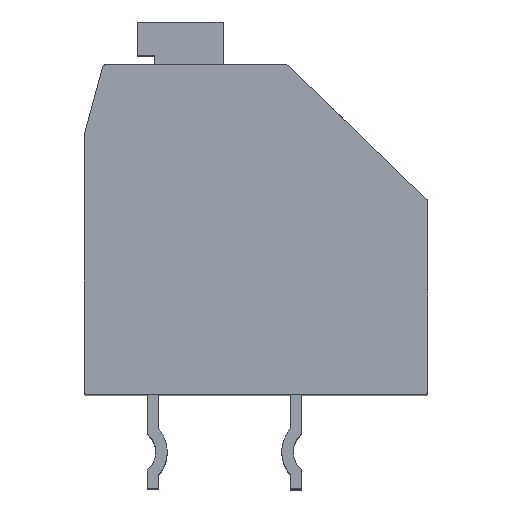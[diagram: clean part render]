
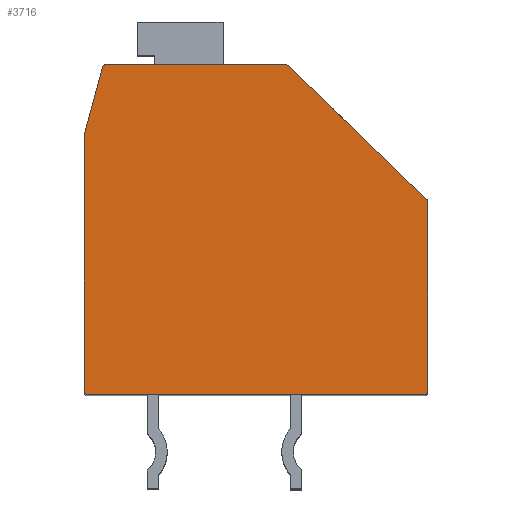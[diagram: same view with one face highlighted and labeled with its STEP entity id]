
A CAD part, top view. The second image highlights one B-rep face of the part: STEP entity #3716.
In plain terms, the highlighted planar face has unit normal (0, 0, 1).
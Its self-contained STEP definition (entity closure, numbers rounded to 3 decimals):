
#247=CARTESIAN_POINT('',(5.9,0.978,2.75));
#248=DIRECTION('',(0.,0.,1.));
#249=DIRECTION('',(1.,0.,0.));
#250=AXIS2_PLACEMENT_3D('',#247,#248,#249);
#252=DIRECTION('',(0.,1.,0.));
#253=VECTOR('',#252,6.628);
#254=CARTESIAN_POINT('',(6.,-5.65,2.75));
#255=LINE('',#254,#253);
#256=CARTESIAN_POINT('',(5.9,-5.65,2.75));
#257=DIRECTION('',(0.,0.,1.));
#258=DIRECTION('',(0.,-1.,0.));
#259=AXIS2_PLACEMENT_3D('',#256,#257,#258);
#261=DIRECTION('',(1.,0.,0.));
#262=VECTOR('',#261,11.8);
#263=CARTESIAN_POINT('',(-5.9,-5.75,2.75));
#264=LINE('',#263,#262);
#265=CARTESIAN_POINT('',(-5.9,-5.65,2.75));
#266=DIRECTION('',(0.,0.,1.));
#267=DIRECTION('',(-1.,0.,0.));
#268=AXIS2_PLACEMENT_3D('',#265,#266,#267);
#270=DIRECTION('',(0.,-1.,0.));
#271=VECTOR('',#270,8.937);
#272=CARTESIAN_POINT('',(-6.,3.287,2.75));
#273=LINE('',#272,#271);
#274=CARTESIAN_POINT('',(-5.9,3.287,2.75));
#275=DIRECTION('',(0.,0.,-1.));
#276=DIRECTION('',(-1.,0.,0.));
#277=AXIS2_PLACEMENT_3D('',#274,#275,#276);
#279=DIRECTION('',(-0.26,-0.966,0.));
#280=VECTOR('',#279,2.447);
#281=CARTESIAN_POINT('',(-5.36,5.676,2.75));
#282=LINE('',#281,#280);
#283=CARTESIAN_POINT('',(-5.263,5.65,2.75));
#284=DIRECTION('',(0.,0.,1.));
#285=DIRECTION('',(0.,1.,0.));
#286=AXIS2_PLACEMENT_3D('',#283,#284,#285);
#288=DIRECTION('',(-1.,0.,0.));
#289=VECTOR('',#288,6.323);
#290=CARTESIAN_POINT('',(1.06,5.75,2.75));
#291=LINE('',#290,#289);
#292=CARTESIAN_POINT('',(1.06,5.65,2.75));
#293=DIRECTION('',(0.,0.,1.));
#294=DIRECTION('',(0.695,0.719,0.));
#295=AXIS2_PLACEMENT_3D('',#292,#293,#294);
#297=DIRECTION('',(-0.719,0.695,0.));
#298=VECTOR('',#297,6.728);
#299=CARTESIAN_POINT('',(5.969,1.049,2.75));
#300=LINE('',#299,#298);
#2693=CARTESIAN_POINT('',(6.,0.978,2.75));
#2694=VERTEX_POINT('',#2693);
#2695=CARTESIAN_POINT('',(5.969,1.049,2.75));
#2696=VERTEX_POINT('',#2695);
#2701=CARTESIAN_POINT('',(5.9,-5.75,2.75));
#2702=VERTEX_POINT('',#2701);
#2703=CARTESIAN_POINT('',(6.,-5.65,2.75));
#2704=VERTEX_POINT('',#2703);
#2709=CARTESIAN_POINT('',(1.129,5.722,2.75));
#2710=CARTESIAN_POINT('',(1.06,5.75,2.75));
#2711=VERTEX_POINT('',#2709);
#2712=VERTEX_POINT('',#2710);
#2713=CARTESIAN_POINT('',(-5.263,5.75,2.75));
#2714=CARTESIAN_POINT('',(-5.36,5.676,2.75));
#2715=VERTEX_POINT('',#2713);
#2716=VERTEX_POINT('',#2714);
#2721=CARTESIAN_POINT('',(-6.,3.287,2.75));
#2723=VERTEX_POINT('',#2721);
#2727=CARTESIAN_POINT('',(-5.997,3.313,2.75));
#2728=VERTEX_POINT('',#2727);
#2733=CARTESIAN_POINT('',(-6.,-5.65,2.75));
#2734=VERTEX_POINT('',#2733);
#2735=CARTESIAN_POINT('',(-5.9,-5.75,2.75));
#2736=VERTEX_POINT('',#2735);
#3694=CARTESIAN_POINT('',(0.,0.,2.75));
#3695=DIRECTION('',(0.,0.,1.));
#3696=DIRECTION('',(1.,0.,0.));
#3697=AXIS2_PLACEMENT_3D('',#3694,#3695,#3696);
#3698=PLANE('',#3697);
#3699=ORIENTED_EDGE('',*,*,#3475,.F.);
#3700=ORIENTED_EDGE('',*,*,#3491,.F.);
#3701=ORIENTED_EDGE('',*,*,#3504,.F.);
#3702=ORIENTED_EDGE('',*,*,#3519,.F.);
#3703=ORIENTED_EDGE('',*,*,#3632,.F.);
#3704=ORIENTED_EDGE('',*,*,#3645,.F.);
#3705=ORIENTED_EDGE('',*,*,#3661,.T.);
#3706=ORIENTED_EDGE('',*,*,#3673,.F.);
#3707=ORIENTED_EDGE('',*,*,#3685,.F.);
#3709=ORIENTED_EDGE('',*,*,#3708,.F.);
#3711=ORIENTED_EDGE('',*,*,#3710,.F.);
#3713=ORIENTED_EDGE('',*,*,#3712,.F.);
#3714=EDGE_LOOP('',(#3699,#3700,#3701,#3702,#3703,#3704,#3705,#3706,#3707,#3709,
#3711,#3713));
#3715=FACE_OUTER_BOUND('',#3714,.F.);
#3716=ADVANCED_FACE('',(#3715),#3698,.T.);
#251=CIRCLE('',#250,0.1);
#260=CIRCLE('',#259,0.1);
#269=CIRCLE('',#268,0.1);
#278=CIRCLE('',#277,0.1);
#287=CIRCLE('',#286,0.1);
#296=CIRCLE('',#295,0.1);
#3475=EDGE_CURVE('',#2694,#2696,#251,.T.);
#3491=EDGE_CURVE('',#2704,#2694,#255,.T.);
#3504=EDGE_CURVE('',#2702,#2704,#260,.T.);
#3519=EDGE_CURVE('',#2736,#2702,#264,.T.);
#3632=EDGE_CURVE('',#2734,#2736,#269,.T.);
#3645=EDGE_CURVE('',#2723,#2734,#273,.T.);
#3661=EDGE_CURVE('',#2723,#2728,#278,.T.);
#3673=EDGE_CURVE('',#2716,#2728,#282,.T.);
#3685=EDGE_CURVE('',#2715,#2716,#287,.T.);
#3708=EDGE_CURVE('',#2712,#2715,#291,.T.);
#3710=EDGE_CURVE('',#2711,#2712,#296,.T.);
#3712=EDGE_CURVE('',#2696,#2711,#300,.T.);
